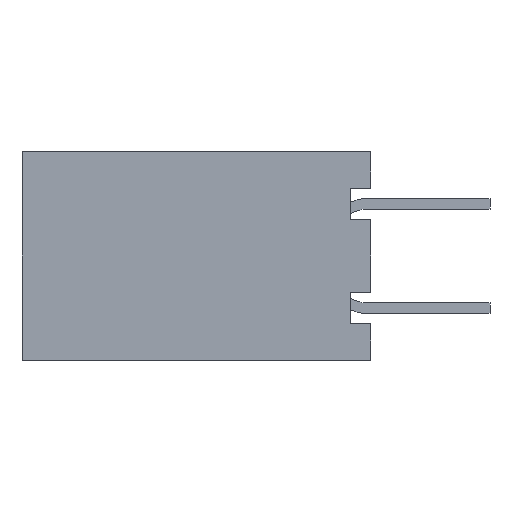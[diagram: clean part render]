
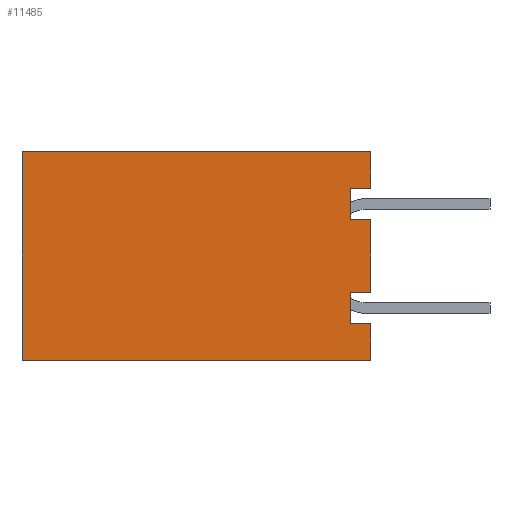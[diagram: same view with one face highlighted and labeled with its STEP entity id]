
A CAD part, left-side view. The second image highlights one B-rep face of the part: STEP entity #11485.
In plain terms, the highlighted planar face has unit normal (-1, 0, 0).
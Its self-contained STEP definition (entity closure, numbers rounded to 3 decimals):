
#17=DIRECTION('',(0.,-1.,0.));
#18=VECTOR('',#17,8.5);
#19=CARTESIAN_POINT('',(-10.16,4.25,-2.54));
#20=LINE('',#19,#18);
#877=DIRECTION('',(0.,0.,1.));
#878=VECTOR('',#877,0.889);
#879=CARTESIAN_POINT('',(-10.16,-4.25,-2.54));
#880=LINE('',#879,#878);
#893=DIRECTION('',(0.,0.,1.));
#894=VECTOR('',#893,0.889);
#895=CARTESIAN_POINT('',(-10.16,-4.25,1.651));
#896=LINE('',#895,#894);
#905=DIRECTION('',(0.,0.,1.));
#906=VECTOR('',#905,1.778);
#907=CARTESIAN_POINT('',(-10.16,-4.25,-0.889));
#908=LINE('',#907,#906);
#1221=DIRECTION('',(0.,1.,0.));
#1222=VECTOR('',#1221,0.5);
#1223=CARTESIAN_POINT('',(-10.16,-4.25,0.889));
#1224=LINE('',#1223,#1222);
#1225=DIRECTION('',(0.,1.,0.));
#1226=VECTOR('',#1225,0.5);
#1227=CARTESIAN_POINT('',(-10.16,-4.25,-0.889));
#1228=LINE('',#1227,#1226);
#1229=DIRECTION('',(0.,0.,1.));
#1230=VECTOR('',#1229,0.762);
#1231=CARTESIAN_POINT('',(-10.16,-3.75,-1.651));
#1232=LINE('',#1231,#1230);
#1233=DIRECTION('',(0.,1.,0.));
#1234=VECTOR('',#1233,0.5);
#1235=CARTESIAN_POINT('',(-10.16,-4.25,-1.651));
#1236=LINE('',#1235,#1234);
#1237=DIRECTION('',(0.,0.,1.));
#1238=VECTOR('',#1237,5.08);
#1239=CARTESIAN_POINT('',(-10.16,4.25,-2.54));
#1240=LINE('',#1239,#1238);
#1241=DIRECTION('',(0.,1.,0.));
#1242=VECTOR('',#1241,0.5);
#1243=CARTESIAN_POINT('',(-10.16,-4.25,1.651));
#1244=LINE('',#1243,#1242);
#1245=DIRECTION('',(0.,0.,1.));
#1246=VECTOR('',#1245,0.762);
#1247=CARTESIAN_POINT('',(-10.16,-3.75,0.889));
#1248=LINE('',#1247,#1246);
#1437=DIRECTION('',(0.,-1.,0.));
#1438=VECTOR('',#1437,8.5);
#1439=CARTESIAN_POINT('',(-10.16,4.25,2.54));
#1440=LINE('',#1439,#1438);
#7561=CARTESIAN_POINT('',(-10.16,4.25,-2.54));
#7562=CARTESIAN_POINT('',(-10.16,-4.25,-2.54));
#7563=VERTEX_POINT('',#7561);
#7564=VERTEX_POINT('',#7562);
#7569=CARTESIAN_POINT('',(-10.16,4.25,2.54));
#7570=CARTESIAN_POINT('',(-10.16,-4.25,2.54));
#7571=VERTEX_POINT('',#7569);
#7572=VERTEX_POINT('',#7570);
#7621=CARTESIAN_POINT('',(-10.16,-4.25,0.889));
#7622=CARTESIAN_POINT('',(-10.16,-3.75,0.889));
#7623=VERTEX_POINT('',#7621);
#7624=VERTEX_POINT('',#7622);
#7625=CARTESIAN_POINT('',(-10.16,-3.75,1.651));
#7626=VERTEX_POINT('',#7625);
#7627=CARTESIAN_POINT('',(-10.16,-4.25,1.651));
#7628=VERTEX_POINT('',#7627);
#7629=CARTESIAN_POINT('',(-10.16,-4.25,-1.651));
#7630=CARTESIAN_POINT('',(-10.16,-3.75,-1.651));
#7631=VERTEX_POINT('',#7629);
#7632=VERTEX_POINT('',#7630);
#7633=CARTESIAN_POINT('',(-10.16,-3.75,-0.889));
#7634=VERTEX_POINT('',#7633);
#7635=CARTESIAN_POINT('',(-10.16,-4.25,-0.889));
#7636=VERTEX_POINT('',#7635);
#11461=CARTESIAN_POINT('',(-10.16,4.25,-2.54));
#11462=DIRECTION('',(-1.,0.,0.));
#11463=DIRECTION('',(0.,-1.,0.));
#11464=AXIS2_PLACEMENT_3D('',#11461,#11462,#11463);
#11465=PLANE('',#11464);
#11467=ORIENTED_EDGE('',*,*,#11466,.F.);
#11468=ORIENTED_EDGE('',*,*,#11095,.F.);
#11470=ORIENTED_EDGE('',*,*,#11469,.T.);
#11471=ORIENTED_EDGE('',*,*,#10157,.F.);
#11472=ORIENTED_EDGE('',*,*,#10073,.F.);
#11473=ORIENTED_EDGE('',*,*,#11066,.F.);
#11474=ORIENTED_EDGE('',*,*,#9862,.F.);
#11476=ORIENTED_EDGE('',*,*,#11475,.T.);
#11478=ORIENTED_EDGE('',*,*,#11477,.T.);
#11479=ORIENTED_EDGE('',*,*,#11082,.F.);
#11481=ORIENTED_EDGE('',*,*,#11480,.T.);
#11482=ORIENTED_EDGE('',*,*,#10418,.F.);
#11483=EDGE_LOOP('',(#11467,#11468,#11470,#11471,#11472,#11473,#11474,#11476,
#11478,#11479,#11481,#11482));
#11484=FACE_OUTER_BOUND('',#11483,.F.);
#11485=ADVANCED_FACE('',(#11484),#11465,.T.);
#9862=EDGE_CURVE('',#7563,#7564,#20,.T.);
#10073=EDGE_CURVE('',#7631,#7632,#1236,.T.);
#10157=EDGE_CURVE('',#7632,#7634,#1232,.T.);
#10418=EDGE_CURVE('',#7624,#7626,#1248,.T.);
#11066=EDGE_CURVE('',#7564,#7631,#880,.T.);
#11082=EDGE_CURVE('',#7628,#7572,#896,.T.);
#11095=EDGE_CURVE('',#7636,#7623,#908,.T.);
#11466=EDGE_CURVE('',#7623,#7624,#1224,.T.);
#11469=EDGE_CURVE('',#7636,#7634,#1228,.T.);
#11475=EDGE_CURVE('',#7563,#7571,#1240,.T.);
#11477=EDGE_CURVE('',#7571,#7572,#1440,.T.);
#11480=EDGE_CURVE('',#7628,#7626,#1244,.T.);
